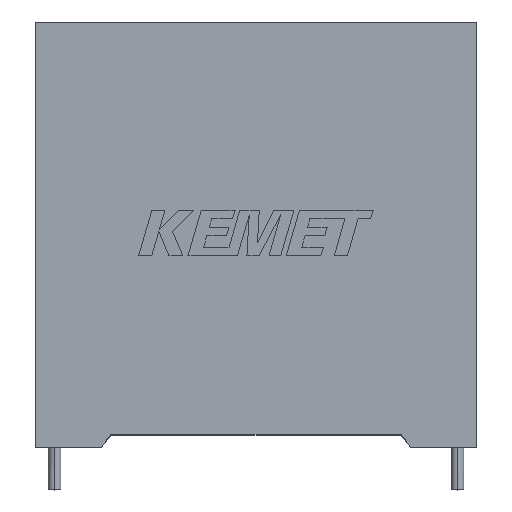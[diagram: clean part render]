
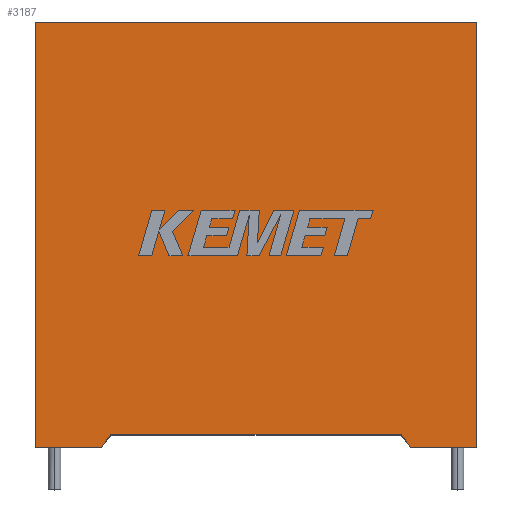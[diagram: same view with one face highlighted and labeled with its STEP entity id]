
A CAD part, top view. The second image highlights one B-rep face of the part: STEP entity #3187.
In plain terms, the highlighted planar face has unit normal (0, 0, 1).
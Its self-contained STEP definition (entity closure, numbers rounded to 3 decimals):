
#48 = CARTESIAN_POINT ( 'NONE',  ( 0., 0., 20. ) ) ;
#76 = CARTESIAN_POINT ( 'NONE',  ( 7.1, 1.176, 20. ) ) ;
#138 = DIRECTION ( 'NONE',  ( 0., -1., 0. ) ) ;
#162 = CARTESIAN_POINT ( 'NONE',  ( 20.75, 1.176, 20. ) ) ;
#168 = VECTOR ( 'NONE', #1549, 1000. ) ;
#260 = DIRECTION ( 'NONE',  ( 0.608, -0.794, 0. ) ) ;
#323 = CARTESIAN_POINT ( 'NONE',  ( 0., 0., 20. ) ) ;
#341 = VECTOR ( 'NONE', #138, 1000. ) ;
#417 = CARTESIAN_POINT ( 'NONE',  ( 41.5, 0., 20. ) ) ;
#418 = VECTOR ( 'NONE', #1914, 1000. ) ;
#462 = AXIS2_PLACEMENT_3D ( 'NONE', #1675, #2800, #1412 ) ;
#486 = EDGE_CURVE ( 'NONE', #2547, #2861, #1531, .T. ) ;
#614 = PLANE ( 'NONE',  #462 ) ;
#671 = CARTESIAN_POINT ( 'NONE',  ( 0., 0., 20. ) ) ;
#677 = LINE ( 'NONE', #48, #418 ) ;
#763 = VECTOR ( 'NONE', #1882, 1000. ) ;
#766 = EDGE_CURVE ( 'NONE', #1749, #1233, #1940, .T. ) ;
#824 = CARTESIAN_POINT ( 'NONE',  ( 0., 40., 20. ) ) ;
#861 = DIRECTION ( 'NONE',  ( -1., 0., 0. ) ) ;
#875 = CARTESIAN_POINT ( 'NONE',  ( 6.2, 0., 20. ) ) ;
#1071 = ORIENTED_EDGE ( 'NONE', *, *, #3136, .T. ) ;
#1204 = LINE ( 'NONE', #76, #2112 ) ;
#1233 = VERTEX_POINT ( 'NONE', #1853 ) ;
#1249 = EDGE_CURVE ( 'NONE', #2571, #1749, #2482, .T. ) ;
#1267 = LINE ( 'NONE', #1303, #2866 ) ;
#1300 = VERTEX_POINT ( 'NONE', #875 ) ;
#1303 = CARTESIAN_POINT ( 'NONE',  ( 34.4, 1.176, 20. ) ) ;
#1311 = ORIENTED_EDGE ( 'NONE', *, *, #2085, .T. ) ;
#1352 = DIRECTION ( 'NONE',  ( -0.608, -0.794, 0. ) ) ;
#1367 = CARTESIAN_POINT ( 'NONE',  ( 35.3, 0., 20. ) ) ;
#1380 = ORIENTED_EDGE ( 'NONE', *, *, #486, .T. ) ;
#1412 = DIRECTION ( 'NONE',  ( -1., 0., 0. ) ) ;
#1514 = ORIENTED_EDGE ( 'NONE', *, *, #3174, .F. ) ;
#1531 = LINE ( 'NONE', #671, #341 ) ;
#1534 = ORIENTED_EDGE ( 'NONE', *, *, #1249, .T. ) ;
#1549 = DIRECTION ( 'NONE',  ( 0., 1., 0. ) ) ;
#1598 = FACE_OUTER_BOUND ( 'NONE', #1671, .T. ) ;
#1607 = CARTESIAN_POINT ( 'NONE',  ( 0., 40., 20. ) ) ;
#1671 = EDGE_LOOP ( 'NONE', ( #1875, #1311, #1534, #2067, #2126, #1380, #1071, #1514 ) ) ;
#1675 = CARTESIAN_POINT ( 'NONE',  ( 0., 0., 20. ) ) ;
#1724 = LINE ( 'NONE', #162, #3356 ) ;
#1749 = VERTEX_POINT ( 'NONE', #417 ) ;
#1797 = CARTESIAN_POINT ( 'NONE',  ( 41.5, 0., 20. ) ) ;
#1853 = CARTESIAN_POINT ( 'NONE',  ( 41.5, 40., 20. ) ) ;
#1875 = ORIENTED_EDGE ( 'NONE', *, *, #3435, .F. ) ;
#1882 = DIRECTION ( 'NONE',  ( 1., 0., 0. ) ) ;
#1912 = VECTOR ( 'NONE', #861, 1000. ) ;
#1914 = DIRECTION ( 'NONE',  ( 1., 0., 0. ) ) ;
#1940 = LINE ( 'NONE', #1797, #168 ) ;
#2051 = CARTESIAN_POINT ( 'NONE',  ( 7.1, 1.176, 20. ) ) ;
#2067 = ORIENTED_EDGE ( 'NONE', *, *, #766, .T. ) ;
#2085 = EDGE_CURVE ( 'NONE', #2300, #2571, #1267, .T. ) ;
#2112 = VECTOR ( 'NONE', #1352, 1000. ) ;
#2126 = ORIENTED_EDGE ( 'NONE', *, *, #2511, .T. ) ;
#2300 = VERTEX_POINT ( 'NONE', #3272 ) ;
#2379 = LINE ( 'NONE', #824, #1912 ) ;
#2482 = LINE ( 'NONE', #323, #763 ) ;
#2511 = EDGE_CURVE ( 'NONE', #1233, #2547, #2379, .T. ) ;
#2543 = DIRECTION ( 'NONE',  ( -1., 0., 0. ) ) ;
#2547 = VERTEX_POINT ( 'NONE', #1607 ) ;
#2571 = VERTEX_POINT ( 'NONE', #1367 ) ;
#2800 = DIRECTION ( 'NONE',  ( 0., 0., -1. ) ) ;
#2861 = VERTEX_POINT ( 'NONE', #2895 ) ;
#2866 = VECTOR ( 'NONE', #260, 1000. ) ;
#2895 = CARTESIAN_POINT ( 'NONE',  ( 0., 0., 20. ) ) ;
#2906 = VERTEX_POINT ( 'NONE', #2051 ) ;
#3136 = EDGE_CURVE ( 'NONE', #2861, #1300, #677, .T. ) ;
#3174 = EDGE_CURVE ( 'NONE', #2906, #1300, #1204, .T. ) ;
#3187 = ADVANCED_FACE ( 'NONE', ( #1598 ), #614, .F. ) ;
#3272 = CARTESIAN_POINT ( 'NONE',  ( 34.4, 1.176, 20. ) ) ;
#3356 = VECTOR ( 'NONE', #2543, 1000. ) ;
#3435 = EDGE_CURVE ( 'NONE', #2300, #2906, #1724, .T. ) ;
